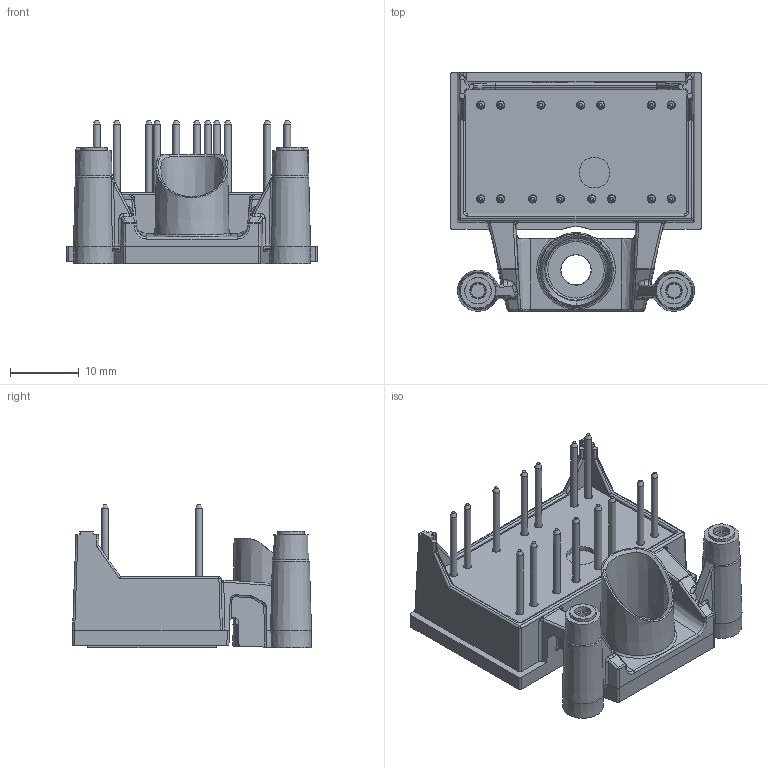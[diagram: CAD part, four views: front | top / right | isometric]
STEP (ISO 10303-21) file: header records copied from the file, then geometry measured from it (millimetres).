
FILE_DESCRIPTION( ( 'Unknown' ), '1' );
FILE_NAME( 'Part1.stp', 'Unknown', ( 'Unknown' ), ( 'Unknown' ), 'PSStep 17.0.49', 'Unknown', ' ' );
FILE_SCHEMA( ( 'AUTOMOTIVE_DESIGN { 1 0 10303 214 1 1 1 1 }' ) );
Length unit declared in the file: millimetre
Products named in the file (1): M990_dcb_038
Bounding box: 36.6 x 34.85 x 20.98 mm (x, y, z)
Volume: 9340.9 mm3; surface area: 6534.1 mm2
Topology: 1 solids, 16 shells, 994 faces, 2406 edges, 1569 vertices
Faces by surface type: plane 686, cylinder 171, bspline 52, cone 44, extrusion 25, sphere 10, torus 6
Full cylindrical faces by diameter (mm): 1 x15, 1.2 x15, 1.4 x15, 4.5 x1
Entity records: 41880 total; most frequent: CARTESIAN_POINT 11617, ORIENTED_EDGE 4554, DIRECTION 4299, EDGE_CURVE 2277, VECTOR 1587, LINE 1562, VERTEX_POINT 1528, AXIS2_PLACEMENT_3D 1356
